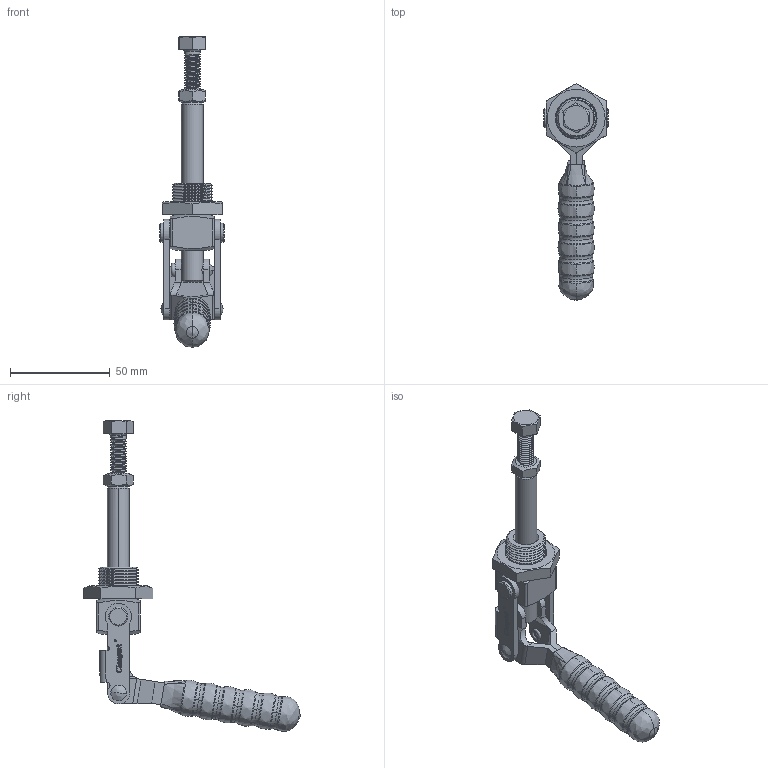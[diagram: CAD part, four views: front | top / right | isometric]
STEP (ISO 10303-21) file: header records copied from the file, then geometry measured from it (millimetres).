
FILE_DESCRIPTION (( 'STEP AP203' ), '1' );
FILE_NAME ('CH-36204M.STEP', '2010-06-07T13:42:44', ( '微软用户' ), ( '微软中国' ), 'SwSTEP 2.0', 'SolidWorks 2008', '' );
FILE_SCHEMA (( 'CONFIG_CONTROL_DESIGN' ));
Length unit declared in the file: millimetre
Products named in the file (12): CH-36204M-04 CONNECTING-PLATE_默认; CH-36204M; CH-36204M-05_默认; CH-36204M-08_默认; CH-SA-085012 SPINDLE SUPPLIED_默认; CH-36204M-03 HANDLE_默认; CH-36204M-01_默认; CH-36204M-02 CREST STALK_默认; CH-36204M-07_默认; CH-36204M-06_默认; CH-36204M-09_默认; M8 Nut_默认
Assembly tree (13 placements, depth 2):
  CH-36204M
    CH-36204M-02 CREST STALK_默认
    CH-36204M-07_默认  x2
    CH-36204M-09_默认
    CH-36204M-06_默认  x2
    CH-36204M-05_默认
    CH-36204M-01_默认
    CH-36204M-08_默认
    M8 Nut_默认
    CH-36204M-04 CONNECTING-PLATE_默认
    CH-SA-085012 SPINDLE SUPPLIED_默认
    CH-36204M-03 HANDLE_默认
Bounding box: 32.2 x 108.54 x 155.75 mm (x, y, z)
Volume: 46230.2 mm3; surface area: 33222.4 mm2
Topology: 14 solids, 14 shells, 826 faces, 2234 edges, 1448 vertices
Faces by surface type: cylinder 266, plane 238, bspline 217, cone 55, torus 50
Entity records: 42567 total; most frequent: CARTESIAN_POINT 23421, ORIENTED_EDGE 4348, DIRECTION 2845, EDGE_CURVE 2174, VERTEX_POINT 1424, VECTOR 991, LINE 991, AXIS2_PLACEMENT_3D 927
